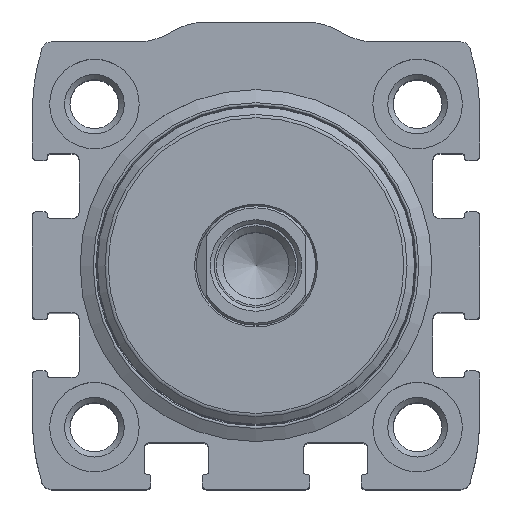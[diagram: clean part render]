
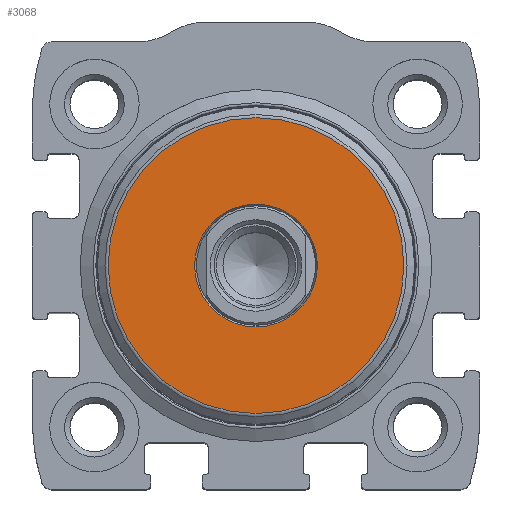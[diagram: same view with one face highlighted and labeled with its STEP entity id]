
A CAD part, top view. The second image highlights one B-rep face of the part: STEP entity #3068.
In plain terms, the highlighted planar face has unit normal (0, 0, 1).
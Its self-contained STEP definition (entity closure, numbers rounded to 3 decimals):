
#224=CIRCLE('',#3439,14.875);
#225=CIRCLE('',#3441,6.173);
#1099=ORIENTED_EDGE('',*,*,#1552,.T.);
#1100=ORIENTED_EDGE('',*,*,#1551,.F.);
#1551=EDGE_CURVE('',#1857,#1857,#224,.T.);
#1552=EDGE_CURVE('',#1858,#1858,#225,.T.);
#1857=VERTEX_POINT('',#5272);
#1858=VERTEX_POINT('',#5275);
#2552=EDGE_LOOP('',(#1099));
#2553=EDGE_LOOP('',(#1100));
#2796=FACE_BOUND('',#2552,.T.);
#2797=FACE_BOUND('',#2553,.T.);
#2900=PLANE('',#3440);
#3068=ADVANCED_FACE('',(#2796,#2797),#2900,.T.);
#3439=AXIS2_PLACEMENT_3D('',#5271,#4353,#4354);
#3440=AXIS2_PLACEMENT_3D('',#5273,#4355,#4356);
#3441=AXIS2_PLACEMENT_3D('',#5274,#4357,#4358);
#4353=DIRECTION('',(0.,0.,-1.));
#4354=DIRECTION('',(-1.,0.,0.));
#4355=DIRECTION('',(0.,0.,1.));
#4356=DIRECTION('',(1.,0.,0.));
#4357=DIRECTION('',(0.,0.,-1.));
#4358=DIRECTION('',(-1.,0.,0.));
#5271=CARTESIAN_POINT('',(0.,0.,41.3));
#5272=CARTESIAN_POINT('',(-14.875,0.,41.3));
#5273=CARTESIAN_POINT('',(0.,14.875,41.3));
#5274=CARTESIAN_POINT('',(0.,0.,41.3));
#5275=CARTESIAN_POINT('',(-6.173,0.,41.3));
